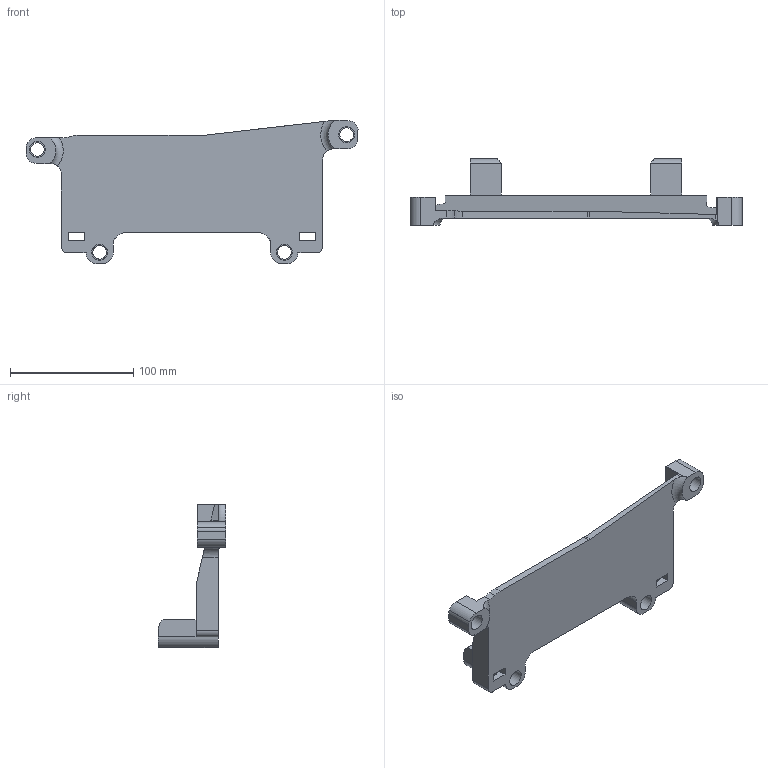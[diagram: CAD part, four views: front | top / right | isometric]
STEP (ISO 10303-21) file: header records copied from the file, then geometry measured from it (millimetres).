
FILE_DESCRIPTION(/* description */ (''),/* implementation_level */ '2;1');
FILE_NAME(/* name */ 'MountingFrame.step',/* time_stamp */ '2024-11-07T11:59:34+01:00',/* author */ (''),/* organization */ (''),/* preprocessor_version */ 'ST-DEVELOPER v20',/* originating_system */ 'Autodesk Translation Framework v13.20.0.188',/* authorisation */ '');
FILE_SCHEMA (('AUTOMOTIVE_DESIGN { 1 0 10303 214 3 1 1 }'));
Length unit declared in the file: millimetre
Products named in the file (2): MountingFrame; Mounting
Assembly tree (1 placements, depth 2):
  MountingFrame
    Mounting
Bounding box: 269.54 x 54.5 x 116.12 mm (x, y, z)
Volume: 295428.9 mm3; surface area: 63919.4 mm2
Topology: 1 solids, 1 shells, 84 faces, 233 edges, 155 vertices
Faces by surface type: plane 47, cylinder 35, torus 2
Full cylindrical faces by diameter (mm): 8 x4, 11.1 x4, 12.9 x4
Entity records: 2866 total; most frequent: CARTESIAN_POINT 579, DIRECTION 469, ORIENTED_EDGE 466, EDGE_CURVE 233, AXIS2_PLACEMENT_3D 163, VERTEX_POINT 155, LINE 143, VECTOR 143
